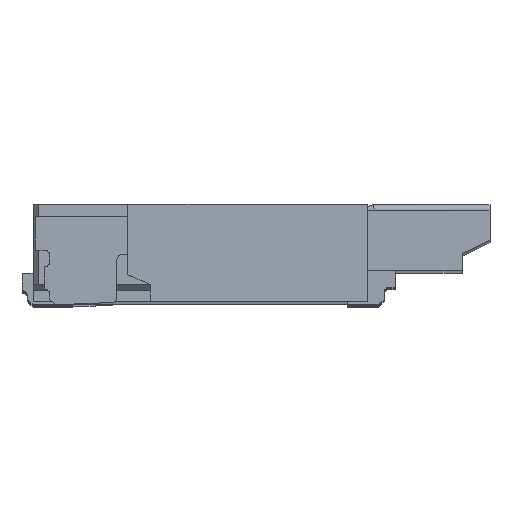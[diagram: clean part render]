
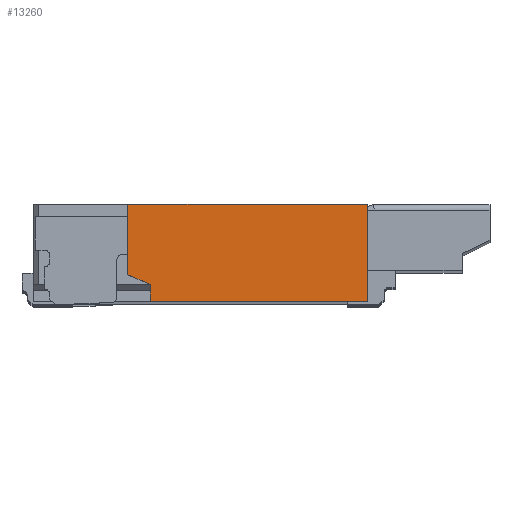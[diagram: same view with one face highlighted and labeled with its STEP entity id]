
A CAD part, top view. The second image highlights one B-rep face of the part: STEP entity #13260.
In plain terms, the highlighted planar face has unit normal (0, 0, 1).
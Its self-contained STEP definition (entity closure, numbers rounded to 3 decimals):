
#12710=CARTESIAN_POINT('',(-0.631,2.755,
4.915));
#12720=DIRECTION('',(-0.,0.,1.));
#12730=DIRECTION('',(1.,0.,0.));
#12740=AXIS2_PLACEMENT_3D('',#12710,#12720,#12730);
#12750=PLANE('',#12740);
#12760=CARTESIAN_POINT('',(0.,1.857,
4.915));
#12770=DIRECTION('',(-0.912,0.41,0.));
#12780=VECTOR('',#12770,1.);
#12790=LINE('',#12760,#12780);
#12800=CARTESIAN_POINT('',(-0.592,2.124,4.915));
#12810=VERTEX_POINT('',#12800);
#12820=CARTESIAN_POINT('',(-0.792,2.214,4.915));
#12830=VERTEX_POINT('',#12820);
#12840=EDGE_CURVE('',#12810,#12830,#12790,.T.);
#12850=ORIENTED_EDGE('',*,*,#12840,.F.);
#12860=CARTESIAN_POINT('',(-0.792,0.,
4.915));
#12870=DIRECTION('',(0.,1.,0.));
#12880=VECTOR('',#12870,1.);
#12890=LINE('',#12860,#12880);
#12900=CARTESIAN_POINT('',(-0.792,2.844,4.915)
);
#12910=VERTEX_POINT('',#12900);
#12920=EDGE_CURVE('',#12830,#12910,#12890,.T.);
#12930=ORIENTED_EDGE('',*,*,#12920,.F.);
#12940=CARTESIAN_POINT('',(-0.402,2.844,4.915)
);
#12950=DIRECTION('',(-1.,0.,0.));
#12960=VECTOR('',#12950,1.);
#12970=LINE('',#12940,#12960);
#12980=CARTESIAN_POINT('',(1.358,2.844,4.915));
#12990=VERTEX_POINT('',#12980);
#13000=EDGE_CURVE('',#12990,#12910,#12970,.T.);
#13010=ORIENTED_EDGE('',*,*,#13000,.T.);
#13020=CARTESIAN_POINT('',(1.358,0.,4.915
));
#13030=DIRECTION('',(0.,-1.,0.));
#13040=VECTOR('',#13030,1.);
#13050=LINE('',#13020,#13040);
#13060=CARTESIAN_POINT('',(1.358,1.974,4.915));
#13070=VERTEX_POINT('',#13060);
#13080=EDGE_CURVE('',#12990,#13070,#13050,.T.);
#13090=ORIENTED_EDGE('',*,*,#13080,.F.);
#13100=CARTESIAN_POINT('',(0.,1.974,
4.915));
#13110=DIRECTION('',(-1.,0.,0.));
#13120=VECTOR('',#13110,1.);
#13130=LINE('',#13100,#13120);
#13140=CARTESIAN_POINT('',(-0.592,1.974,4.915))
;
#13150=VERTEX_POINT('',#13140);
#13160=EDGE_CURVE('',#13070,#13150,#13130,.T.);
#13170=ORIENTED_EDGE('',*,*,#13160,.F.);
#13180=CARTESIAN_POINT('',(-0.592,0.,
4.915));
#13190=DIRECTION('',(0.,1.,0.));
#13200=VECTOR('',#13190,1.);
#13210=LINE('',#13180,#13200);
#13220=EDGE_CURVE('',#13150,#12810,#13210,.T.);
#13230=ORIENTED_EDGE('',*,*,#13220,.F.);
#13240=EDGE_LOOP('',(#13230,#13170,#13090,#13010,#12930,#12850));
#13250=FACE_OUTER_BOUND('',#13240,.T.);
#13260=ADVANCED_FACE('',(#13250),#12750,.T.);
